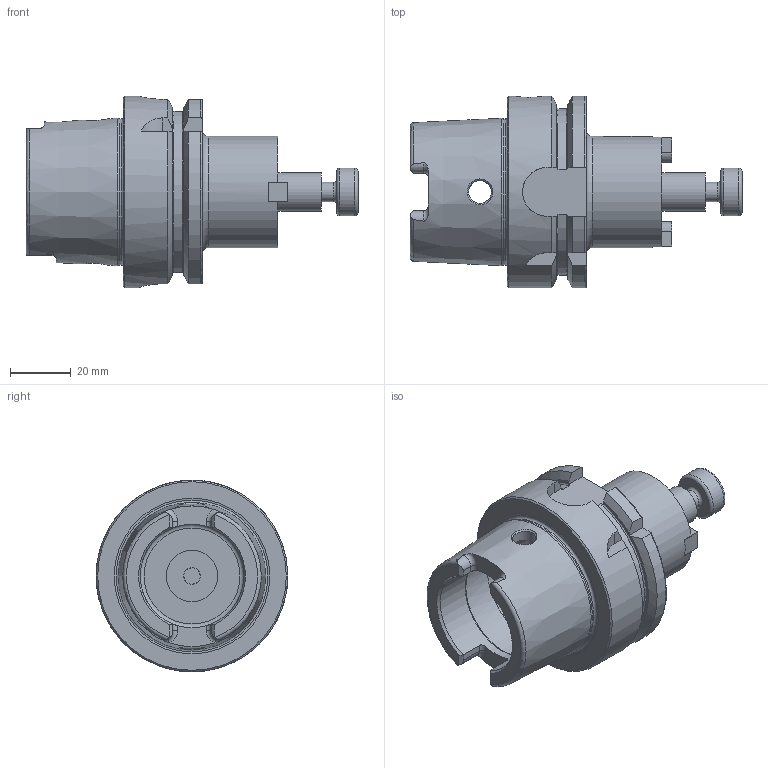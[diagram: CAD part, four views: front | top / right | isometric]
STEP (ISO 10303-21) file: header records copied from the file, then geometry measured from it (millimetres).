
FILE_DESCRIPTION(/* description */ ('','CAx-IF Rec.Pracs.---Representation and Presentation of Product Manufacturing Information (PMI)---4.0---2014-10-13'),/* implementation_level */ '2;1');
FILE_NAME(/* name */ 'EQ201C.stp',/* time_stamp */ '2025-02-21T15:46:23+09:00',/* author */ ('eos'),/* organization */ (''),/* preprocessor_version */ 'ST-DEVELOPER v20',/* originating_system */ 'Autodesk Inventor 2025',/* authorisation */ '');
FILE_SCHEMA (('AP242_MANAGED_MODEL_BASED_3D_ENGINEERING_MIM_LF { 1 0 10303 442 1 1 4 }'));
Length unit declared in the file: inch
Products named in the file (5): lo-HSK63A-SMA12.7C-50; HSK63A; SMA27-DRIV EKEY-SECO; #7578; COLLAR BOLT-UNF3_4-16x47L
Assembly tree (4 placements, depth 2):
  lo-HSK63A-SMA12.7C-50
    HSK63A
    SMA27-DRIV EKEY-SECO  x2
    COLLAR BOLT-UNF3_4-16x47L
  #7578
Bounding box: 109.1 x 63 x 63 mm (x, y, z)
Volume: 110304.1 mm3; surface area: 28865.9 mm2
Topology: 6 solids, 6 shells, 203 faces, 515 edges, 334 vertices
Faces by surface type: plane 93, cylinder 54, torus 29, cone 25, bspline 2
Full cylindrical faces by diameter (mm): 1.4 x4, 1.941 x2, 2.515 x2, 2.6 x2, 4.089 x2, 4.2 x2, 5.359 x1, 6.35 x2, 7 x1, 7.5 x2, 10 x1, 12.7 x1, 15.7 x1, 16.917 x1, 19 x1, 34 x2, 36.53 x1, 40 x1, 48.041 x1, 63 x1
Entity records: 7548 total; most frequent: CARTESIAN_POINT 2197, DIRECTION 1086, ORIENTED_EDGE 906, EDGE_CURVE 453, AXIS2_PLACEMENT_3D 449, VERTEX_POINT 298, STYLED_ITEM 213, CIRCLE 210
